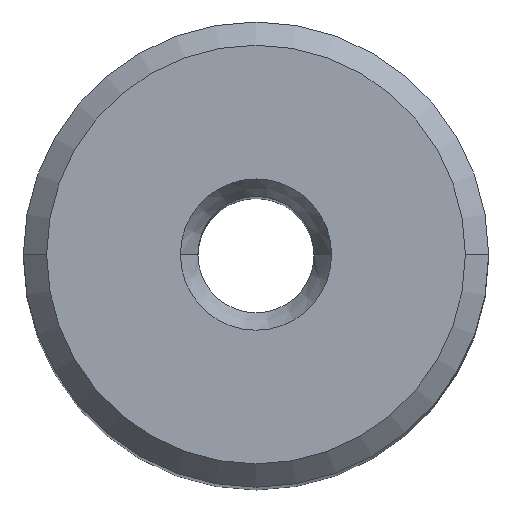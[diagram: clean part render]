
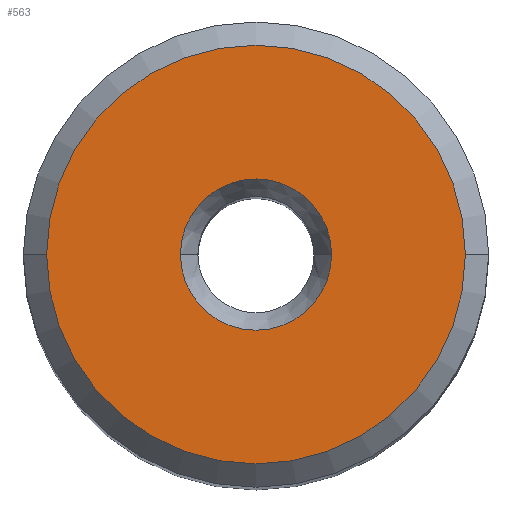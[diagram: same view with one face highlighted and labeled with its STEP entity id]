
A CAD part, top view. The second image highlights one B-rep face of the part: STEP entity #563.
In plain terms, the highlighted planar face has unit normal (0, 0, 1).
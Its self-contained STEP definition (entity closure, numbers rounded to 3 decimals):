
#108=CARTESIAN_POINT('',(0.,0.,0.));
#109=DIRECTION('',(0.,0.,-1.));
#110=DIRECTION('',(1.,0.,0.));
#111=AXIS2_PLACEMENT_3D('',#108,#109,#110);
#116=CARTESIAN_POINT('',(0.,0.,0.));
#117=DIRECTION('',(0.,0.,-1.));
#118=DIRECTION('',(0.,-1.,0.));
#119=AXIS2_PLACEMENT_3D('',#116,#117,#118);
#124=CARTESIAN_POINT('',(0.,0.,0.));
#125=DIRECTION('',(0.,0.,-1.));
#126=DIRECTION('',(-1.,0.,0.));
#127=AXIS2_PLACEMENT_3D('',#124,#125,#126);
#132=CARTESIAN_POINT('',(0.,0.,0.));
#133=DIRECTION('',(0.,0.,-1.));
#134=DIRECTION('',(0.,1.,0.));
#135=AXIS2_PLACEMENT_3D('',#132,#133,#134);
#140=CARTESIAN_POINT('',(0.,0.,0.));
#141=DIRECTION('',(0.,0.,1.));
#142=DIRECTION('',(-1.,0.,0.));
#143=AXIS2_PLACEMENT_3D('',#140,#141,#142);
#148=CARTESIAN_POINT('',(0.,0.,0.));
#149=DIRECTION('',(0.,0.,1.));
#150=DIRECTION('',(1.,0.,0.));
#151=AXIS2_PLACEMENT_3D('',#148,#149,#150);
#400=CARTESIAN_POINT('',(9.,0.,0.));
#401=VERTEX_POINT('',#400);
#402=CARTESIAN_POINT('',(-9.,0.,0.));
#403=CARTESIAN_POINT('',(0.,9.,0.));
#404=VERTEX_POINT('',#402);
#405=VERTEX_POINT('',#403);
#408=CARTESIAN_POINT('',(0.,-9.,0.));
#409=VERTEX_POINT('',#408);
#410=CARTESIAN_POINT('',(-3.25,0.,0.));
#411=CARTESIAN_POINT('',(3.25,0.,0.));
#412=VERTEX_POINT('',#410);
#413=VERTEX_POINT('',#411);
#546=CARTESIAN_POINT('',(0.,0.,0.));
#547=DIRECTION('',(0.,0.,-1.));
#548=DIRECTION('',(1.,0.,0.));
#549=AXIS2_PLACEMENT_3D('',#546,#547,#548);
#550=PLANE('',#549);
#551=ORIENTED_EDGE('',*,*,#527,.T.);
#552=ORIENTED_EDGE('',*,*,#525,.T.);
#553=ORIENTED_EDGE('',*,*,#508,.T.);
#554=ORIENTED_EDGE('',*,*,#506,.T.);
#555=EDGE_LOOP('',(#551,#552,#553,#554));
#556=FACE_OUTER_BOUND('',#555,.F.);
#558=ORIENTED_EDGE('',*,*,#557,.T.);
#560=ORIENTED_EDGE('',*,*,#559,.T.);
#561=EDGE_LOOP('',(#558,#560));
#562=FACE_BOUND('',#561,.F.);
#112=CIRCLE('',#111,9.);
#120=CIRCLE('',#119,9.);
#128=CIRCLE('',#127,9.);
#136=CIRCLE('',#135,9.);
#144=CIRCLE('',#143,3.25);
#152=CIRCLE('',#151,3.25);
#506=EDGE_CURVE('',#405,#401,#136,.T.);
#508=EDGE_CURVE('',#404,#405,#128,.T.);
#525=EDGE_CURVE('',#409,#404,#120,.T.);
#527=EDGE_CURVE('',#401,#409,#112,.T.);
#557=EDGE_CURVE('',#412,#413,#144,.T.);
#559=EDGE_CURVE('',#413,#412,#152,.T.);
#563=ADVANCED_FACE('',(#556,#562),#550,.F.);
